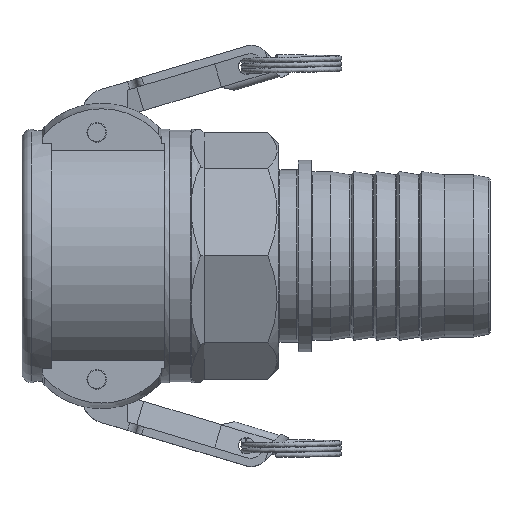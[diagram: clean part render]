
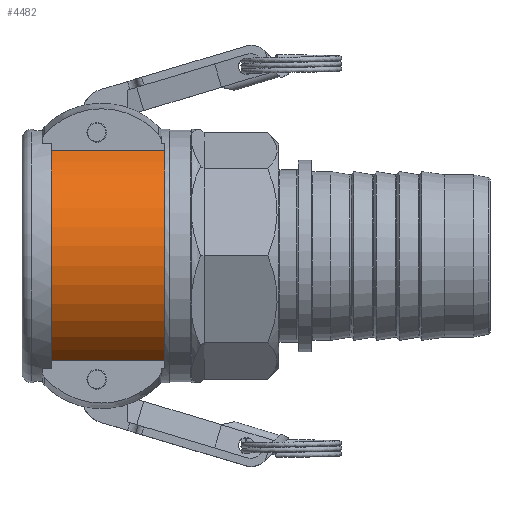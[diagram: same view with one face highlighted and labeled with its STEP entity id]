
A CAD part, top view. The second image highlights one B-rep face of the part: STEP entity #4482.
In plain terms, the highlighted cylindrical face has radius 37 mm (diameter 74 mm), a partial arc.
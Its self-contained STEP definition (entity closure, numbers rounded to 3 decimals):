
#114=CYLINDRICAL_SURFACE('',#4958,37.);
#327=LINE('',#8843,#611);
#337=LINE('',#8866,#621);
#611=VECTOR('',#5999,10.);
#621=VECTOR('',#6019,10.);
#1079=FACE_OUTER_BOUND('',#1327,.T.);
#1327=EDGE_LOOP('',(#3760,#3761,#3762,#3763));
#1581=CIRCLE('',#4957,37.);
#1582=CIRCLE('',#4959,37.);
#2019=VERTEX_POINT('',#8840);
#2020=VERTEX_POINT('',#8842);
#2027=VERTEX_POINT('',#8863);
#2028=VERTEX_POINT('',#8865);
#2605=EDGE_CURVE('',#2020,#2019,#327,.T.);
#2616=EDGE_CURVE('',#2028,#2027,#337,.T.);
#2636=EDGE_CURVE('',#2020,#2027,#1581,.T.);
#2637=EDGE_CURVE('',#2019,#2028,#1582,.T.);
#3760=ORIENTED_EDGE('',*,*,#2605,.T.);
#3761=ORIENTED_EDGE('',*,*,#2637,.T.);
#3762=ORIENTED_EDGE('',*,*,#2616,.T.);
#3763=ORIENTED_EDGE('',*,*,#2636,.F.);
#4482=ADVANCED_FACE('',(#1079),#114,.T.);
#4957=AXIS2_PLACEMENT_3D('',#8903,#6067,#6068);
#4958=AXIS2_PLACEMENT_3D('',#8904,#6069,#6070);
#4959=AXIS2_PLACEMENT_3D('',#8905,#6071,#6072);
#5999=DIRECTION('',(1.,0.,0.));
#6019=DIRECTION('',(-1.,0.,0.));
#6067=DIRECTION('center_axis',(-1.,0.,0.));
#6068=DIRECTION('ref_axis',(0.,-1.,0.));
#6069=DIRECTION('center_axis',(-1.,0.,0.));
#6070=DIRECTION('ref_axis',(0.,-1.,0.));
#6071=DIRECTION('center_axis',(-1.,0.,0.));
#6072=DIRECTION('ref_axis',(0.,-1.,0.));
#8840=CARTESIAN_POINT('',(44.,-32.326,18.));
#8842=CARTESIAN_POINT('',(9.,-32.326,18.));
#8843=CARTESIAN_POINT('',(26.5,-32.326,18.));
#8863=CARTESIAN_POINT('',(9.,32.326,18.));
#8865=CARTESIAN_POINT('',(44.,32.326,18.));
#8866=CARTESIAN_POINT('',(26.5,32.326,18.));
#8903=CARTESIAN_POINT('Origin',(9.,0.,0.));
#8904=CARTESIAN_POINT('Origin',(26.5,0.,0.));
#8905=CARTESIAN_POINT('Origin',(44.,0.,0.));
